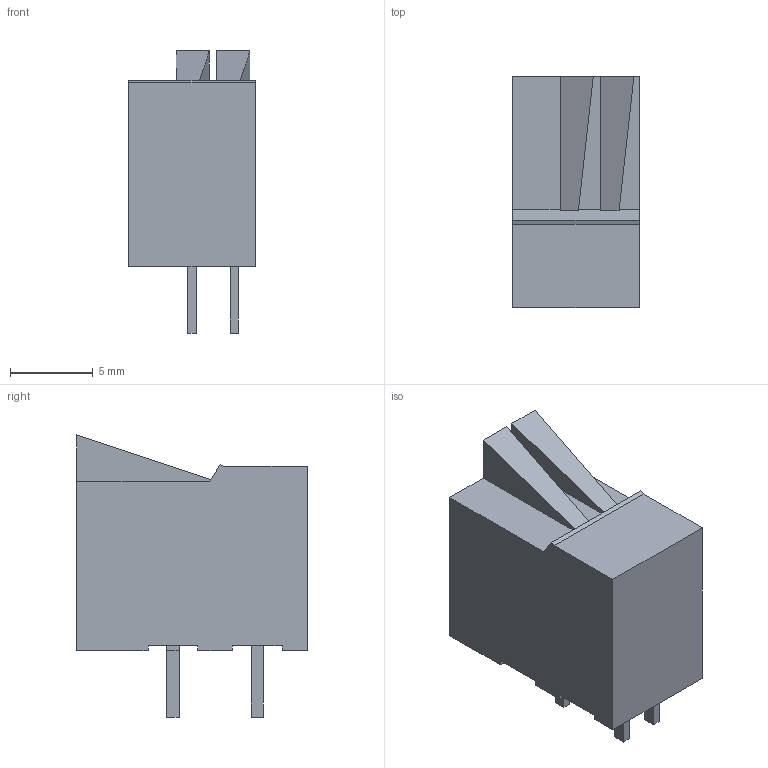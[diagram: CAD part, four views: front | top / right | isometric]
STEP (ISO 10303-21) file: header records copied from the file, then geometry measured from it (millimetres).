
FILE_DESCRIPTION(('FreeCAD Model'),'2;1');
FILE_NAME('Open CASCADE Shape Model','2022-09-15T15:17:14',('Author'),( ''),'Open CASCADE STEP processor 7.5','FreeCAD','Unknown');
FILE_SCHEMA(('AUTOMOTIVE_DESIGN { 1 0 10303 214 1 1 1 1 }'));
Length unit declared in the file: millimetre
Products named in the file (1): Fusion
Bounding box: 7.62 x 13.91 x 17 mm (x, y, z)
Volume: 1033.7 mm3; surface area: 976.3 mm2
Topology: 2 solids, 2 shells, 54 faces, 135 edges, 90 vertices
Faces by surface type: plane 52, cylinder 2
Full cylindrical faces by diameter (mm): 2.4 x2
Entity records: 3530 total; most frequent: CARTESIAN_POINT 606, DIRECTION 463, LINE 341, VECTOR 341, ORIENTED_EDGE 270, PCURVE 270, DEFINITIONAL_REPRESENTATION 270, EDGE_CURVE 135
